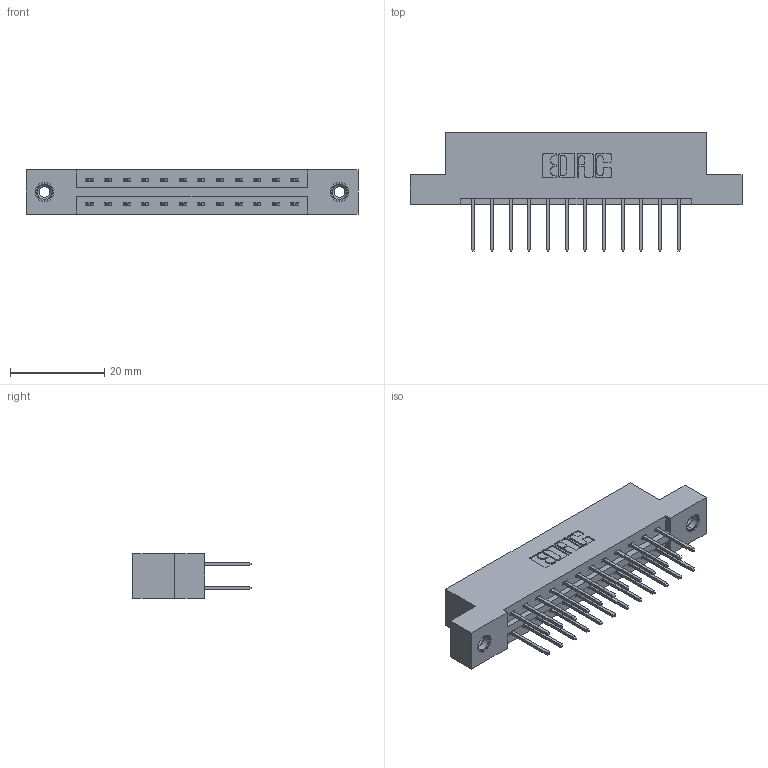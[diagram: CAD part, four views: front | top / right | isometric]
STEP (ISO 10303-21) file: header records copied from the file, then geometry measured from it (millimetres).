
FILE_DESCRIPTION (( 'STEP AP203' ), '1' );
FILE_NAME ('337-024-523-208.STEP', '2019-10-08T15:18:39', ( '' ), ( '' ), 'SwSTEP 2.0', 'SolidWorks 2016', '' );
FILE_SCHEMA (( 'CONFIG_CONTROL_DESIGN' ));
Length unit declared in the file: inch
Products named in the file (4): 337-024-523-208; 345-250-001_345-250-003-102; 345-292-001_345-293-123; 337 Part_Flush Mounting Lugs - 0.156 Dia-TI
Assembly tree (27 placements, depth 2):
  337-024-523-208
    337 Part_Flush Mounting Lugs - 0.156 Dia-TI
    345-292-001_345-293-123  x24
    345-250-001_345-250-003-102  x2
Bounding box: 70.56 x 25.15 x 9.4 mm (x, y, z)
Volume: 7079.7 mm3; surface area: 7969.8 mm2
Topology: 27 solids, 27 shells, 1470 faces, 4311 edges, 2834 vertices
Faces by surface type: plane 1014, cylinder 440, cone 12, torus 4
Entity records: 14388 total; most frequent: CARTESIAN_POINT 2429, ORIENTED_EDGE 2358, DIRECTION 2153, EDGE_CURVE 1179, LINE 1031, VECTOR 1031, VERTEX_POINT 780, AXIS2_PLACEMENT_3D 561
